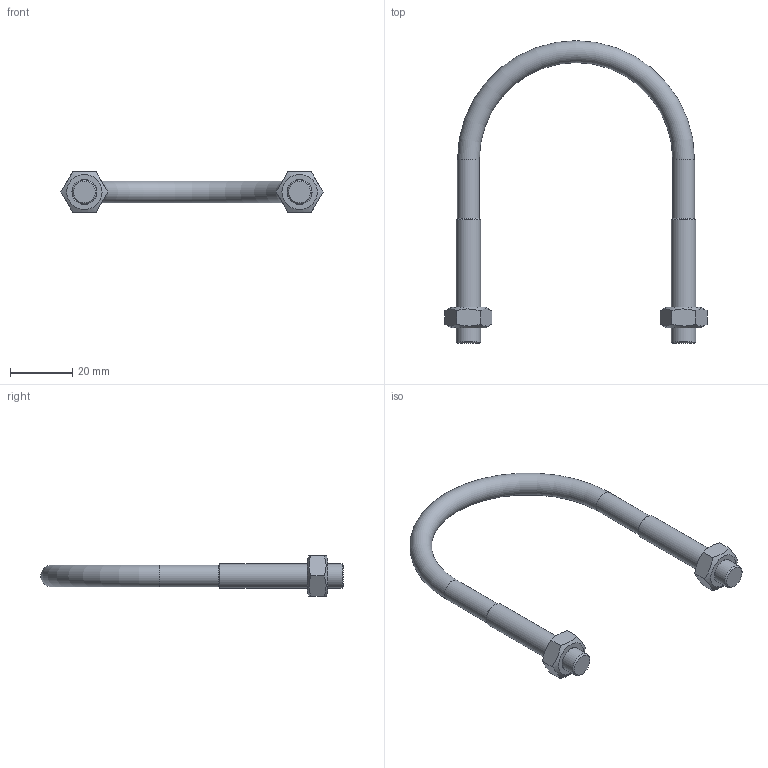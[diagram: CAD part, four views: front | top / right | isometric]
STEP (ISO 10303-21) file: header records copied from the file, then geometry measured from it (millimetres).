
FILE_DESCRIPTION(/* description */ (''),/* implementation_level */ '2;1');
FILE_NAME(/* name */ '',/* time_stamp */ '2025-06-26T09:51:38+07:00',/* author */ ('zeta-72'),/* organization */ (''),/* preprocessor_version */ 'ST-DEVELOPER v19.2',/* originating_system */ 'Autodesk Inventor 2024',/* authorisation */ '');
FILE_SCHEMA (('AUTOMOTIVE_DESIGN { 1 0 10303 214 3 1 1 }'));
Length unit declared in the file: millimetre
Products named in the file (1): Хомутик С_Упростить_
1
Bounding box: 84.01 x 97 x 13 mm (x, y, z)
Volume: 10661 mm3; surface area: 5842.5 mm2
Topology: 1 solids, 1 shells, 37 faces, 84 edges, 53 vertices
Faces by surface type: plane 18, cone 12, cylinder 6, torus 1
Full cylindrical faces by diameter (mm): 7 x2, 7.8 x4
Entity records: 1101 total; most frequent: CARTESIAN_POINT 223, ORIENTED_EDGE 168, DIRECTION 166, EDGE_CURVE 84, AXIS2_PLACEMENT_3D 68, VERTEX_POINT 53, EDGE_LOOP 41, STYLED_ITEM 38
